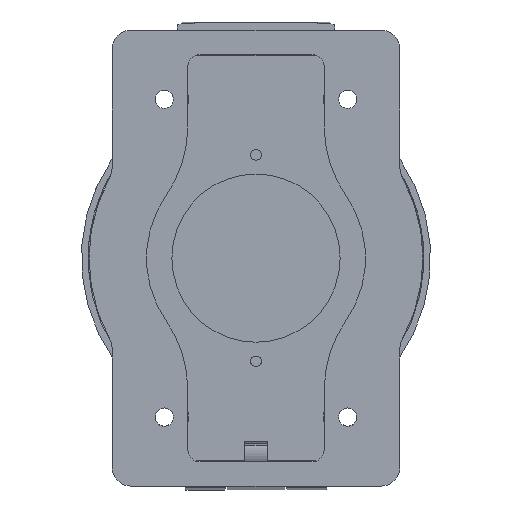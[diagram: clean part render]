
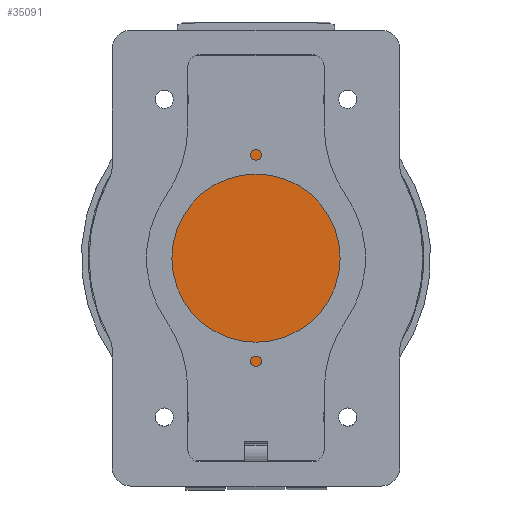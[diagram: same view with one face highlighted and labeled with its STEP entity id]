
A CAD part, front view. The second image highlights one B-rep face of the part: STEP entity #35091.
In plain terms, the highlighted planar face has unit normal (0, -1, 0).
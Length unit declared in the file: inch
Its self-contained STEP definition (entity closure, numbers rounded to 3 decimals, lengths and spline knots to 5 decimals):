
#5445 = DIRECTION ( 'NONE',  ( 0., 0., 1. ) ) ;
#13144 = VERTEX_POINT ( 'NONE', #50742 ) ;
#14972 = CIRCLE ( 'NONE', #61931, 1.1651 ) ;
#23868 = ORIENTED_EDGE ( 'NONE', *, *, #51297, .T. ) ;
#25305 = DIRECTION ( 'NONE',  ( 0., 1., 0. ) ) ;
#35091 = ADVANCED_FACE ( 'NONE', ( #52749 ), #59061, .F. ) ;
#38411 = DIRECTION ( 'NONE',  ( 0., -1., 0. ) ) ;
#46297 = DIRECTION ( 'NONE',  ( 0., -1., 0. ) ) ;
#50742 = CARTESIAN_POINT ( 'NONE',  ( 0., 0.797, 1.16665 ) ) ;
#51297 = EDGE_CURVE ( 'NONE', #13144, #69207, #65241, .T. ) ;
#52749 = FACE_OUTER_BOUND ( 'NONE', #69906, .T. ) ;
#54308 = CARTESIAN_POINT ( 'NONE',  ( 0., 0.797, -1.16355 ) ) ;
#56865 = AXIS2_PLACEMENT_3D ( 'NONE', #79334, #38411, #86264 ) ;
#59061 = PLANE ( 'NONE',  #74689 ) ;
#60797 = ORIENTED_EDGE ( 'NONE', *, *, #81880, .T. ) ;
#61931 = AXIS2_PLACEMENT_3D ( 'NONE', #87204, #46297, #5445 ) ;
#65241 = CIRCLE ( 'NONE', #56865, 1.1651 ) ;
#66227 = CARTESIAN_POINT ( 'NONE',  ( 0., 0.797, 0.00155 ) ) ;
#69207 = VERTEX_POINT ( 'NONE', #54308 ) ;
#69906 = EDGE_LOOP ( 'NONE', ( #23868, #60797 ) ) ;
#73081 = DIRECTION ( 'NONE',  ( 0., 0., 1. ) ) ;
#74689 = AXIS2_PLACEMENT_3D ( 'NONE', #66227, #25305, #73081 ) ;
#79334 = CARTESIAN_POINT ( 'NONE',  ( 0., 0.797, 0.00155 ) ) ;
#81880 = EDGE_CURVE ( 'NONE', #69207, #13144, #14972, .T. ) ;
#86264 = DIRECTION ( 'NONE',  ( 0., 0., 1. ) ) ;
#87204 = CARTESIAN_POINT ( 'NONE',  ( 0., 0.797, 0.00155 ) ) ;
